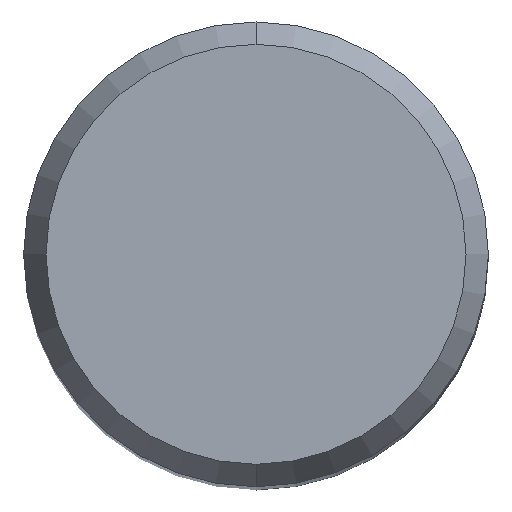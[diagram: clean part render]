
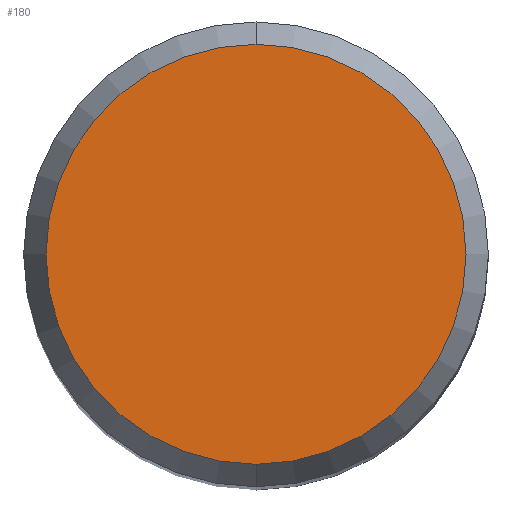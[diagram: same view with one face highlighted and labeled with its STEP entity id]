
A CAD part, top view. The second image highlights one B-rep face of the part: STEP entity #180.
In plain terms, the highlighted planar face has unit normal (0, 0, 1).
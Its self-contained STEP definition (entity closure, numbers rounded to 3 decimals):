
#110=VERTEX_POINT('',#255);
#154=VERTEX_POINT('',#305);
#180=ADVANCED_FACE('',(#335),#336,.T.);
#194=EDGE_CURVE('',#110,#154,#351,.T.);
#200=EDGE_CURVE('',#154,#110,#358,.T.);
#255=CARTESIAN_POINT('',(0.0,4.304,0.01));
#305=CARTESIAN_POINT('',(0.,-4.304,0.01));
#335=FACE_OUTER_BOUND('',#506,.T.);
#336=PLANE('',#507);
#351=CIRCLE('',#526,4.304);
#358=CIRCLE('',#536,4.304);
#506=EDGE_LOOP('',(#699,#700));
#507=AXIS2_PLACEMENT_3D('',#701,#702,#703);
#526=AXIS2_PLACEMENT_3D('',#714,#715,#716);
#536=AXIS2_PLACEMENT_3D('',#726,#727,#728);
#699=ORIENTED_EDGE('',*,*,#194,.F.);
#700=ORIENTED_EDGE('',*,*,#200,.F.);
#701=CARTESIAN_POINT('',(0.0,2.152,0.01));
#702=DIRECTION('',(-0.0,0.0,1.0));
#703=DIRECTION('',(0.0,-1.0,0.0));
#714=CARTESIAN_POINT('',(0.0,0.0,0.01));
#715=DIRECTION('',(0.0,0.0,-1.0));
#716=DIRECTION('',(0.0,1.0,0.0));
#726=CARTESIAN_POINT('',(0.0,0.0,0.01));
#727=DIRECTION('',(0.0,0.0,-1.0));
#728=DIRECTION('',(0.0,1.0,0.0));
